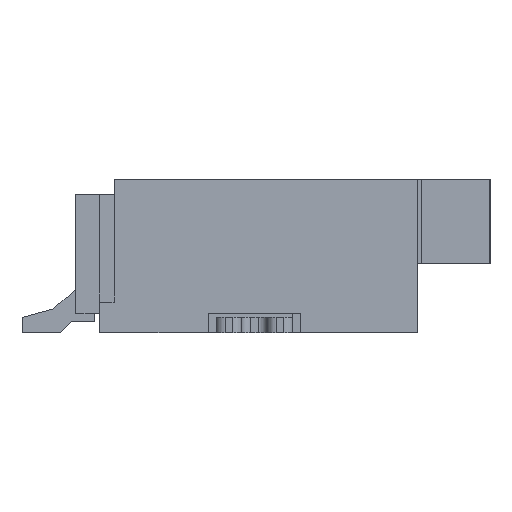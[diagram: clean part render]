
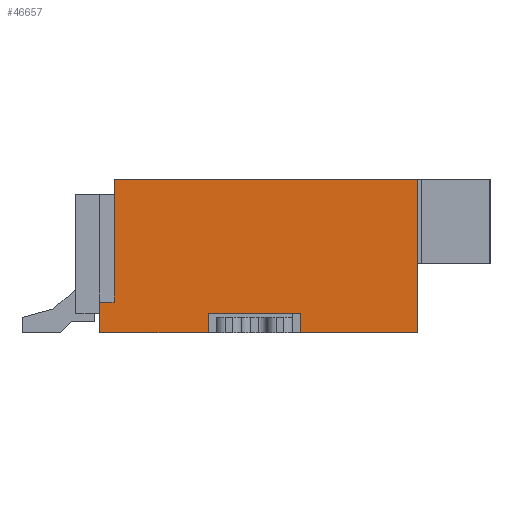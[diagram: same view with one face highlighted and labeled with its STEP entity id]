
A CAD part, left-side view. The second image highlights one B-rep face of the part: STEP entity #46657.
In plain terms, the highlighted planar face has unit normal (-1, 0, 0).
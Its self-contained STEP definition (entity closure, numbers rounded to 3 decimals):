
#1647 = LINE ( 'NONE', #38786, #4650 ) ;
#2103 = EDGE_LOOP ( 'NONE', ( #25943, #20195, #25126, #31565, #5124, #21163, #24008, #44706, #30652, #44936 ) ) ;
#3116 = LINE ( 'NONE', #32446, #28973 ) ;
#4403 = AXIS2_PLACEMENT_3D ( 'NONE', #43710, #47620, #10723 ) ;
#4650 = VECTOR ( 'NONE', #16553, 1000. ) ;
#4697 = EDGE_CURVE ( 'NONE', #27282, #29942, #14945, .T. ) ;
#5124 = ORIENTED_EDGE ( 'NONE', *, *, #47343, .F. ) ;
#5189 = EDGE_CURVE ( 'NONE', #22209, #19101, #22671, .T. ) ;
#5668 = VERTEX_POINT ( 'NONE', #43064 ) ;
#6208 = LINE ( 'NONE', #44296, #6732 ) ;
#6732 = VECTOR ( 'NONE', #43845, 1000. ) ;
#6995 = DIRECTION ( 'NONE',  ( 0., 1., 0. ) ) ;
#7351 = DIRECTION ( 'NONE',  ( 0., 0., -1. ) ) ;
#7473 = CARTESIAN_POINT ( 'NONE',  ( -8.7, -1.88, 0.25 ) ) ;
#7797 = LINE ( 'NONE', #11986, #37943 ) ;
#8299 = DIRECTION ( 'NONE',  ( 0., 0., -1. ) ) ;
#8511 = DIRECTION ( 'NONE',  ( 0., 0., 1. ) ) ;
#10413 = EDGE_CURVE ( 'NONE', #35260, #41408, #7797, .T. ) ;
#10723 = DIRECTION ( 'NONE',  ( 0., 1., 0. ) ) ;
#11960 = CARTESIAN_POINT ( 'NONE',  ( -8.7, 0.74, 0. ) ) ;
#11986 = CARTESIAN_POINT ( 'NONE',  ( -8.7, -1.88, 0.25 ) ) ;
#12303 = CARTESIAN_POINT ( 'NONE',  ( -8.7, 0.74, 2. ) ) ;
#13911 = FACE_OUTER_BOUND ( 'NONE', #2103, .T. ) ;
#14945 = LINE ( 'NONE', #29351, #40443 ) ;
#15248 = LINE ( 'NONE', #19879, #42989 ) ;
#16409 = VERTEX_POINT ( 'NONE', #22031 ) ;
#16459 = EDGE_CURVE ( 'NONE', #16409, #22209, #44513, .T. ) ;
#16553 = DIRECTION ( 'NONE',  ( 0., 0., 1. ) ) ;
#17106 = VERTEX_POINT ( 'NONE', #28772 ) ;
#17505 = LINE ( 'NONE', #25307, #28708 ) ;
#19081 = CARTESIAN_POINT ( 'NONE',  ( -8.7, 0.74, 0. ) ) ;
#19101 = VERTEX_POINT ( 'NONE', #38601 ) ;
#19654 = DIRECTION ( 'NONE',  ( 0., 1., 0. ) ) ;
#19717 = EDGE_CURVE ( 'NONE', #5668, #27282, #35002, .T. ) ;
#19841 = CARTESIAN_POINT ( 'NONE',  ( -8.7, 0.74, 0. ) ) ;
#19879 = CARTESIAN_POINT ( 'NONE',  ( -8.7, 0.74, 0. ) ) ;
#20075 = DIRECTION ( 'NONE',  ( 0., -1., 0. ) ) ;
#20195 = ORIENTED_EDGE ( 'NONE', *, *, #48028, .T. ) ;
#20614 = CARTESIAN_POINT ( 'NONE',  ( -8.7, -3.41, 2. ) ) ;
#21163 = ORIENTED_EDGE ( 'NONE', *, *, #28115, .T. ) ;
#22031 = CARTESIAN_POINT ( 'NONE',  ( -8.7, -0.68, 0. ) ) ;
#22209 = VERTEX_POINT ( 'NONE', #19841 ) ;
#22408 = VECTOR ( 'NONE', #20075, 1000. ) ;
#22671 = LINE ( 'NONE', #11960, #48230 ) ;
#24008 = ORIENTED_EDGE ( 'NONE', *, *, #10413, .T. ) ;
#25126 = ORIENTED_EDGE ( 'NONE', *, *, #5189, .F. ) ;
#25307 = CARTESIAN_POINT ( 'NONE',  ( -8.7, -1.3, 0.4 ) ) ;
#25943 = ORIENTED_EDGE ( 'NONE', *, *, #26065, .F. ) ;
#26065 = EDGE_CURVE ( 'NONE', #34089, #5668, #1647, .T. ) ;
#26795 = VECTOR ( 'NONE', #41061, 1000. ) ;
#27282 = VERTEX_POINT ( 'NONE', #20614 ) ;
#27817 = CARTESIAN_POINT ( 'NONE',  ( -8.7, -1.88, 0. ) ) ;
#28115 = EDGE_CURVE ( 'NONE', #17106, #35260, #3116, .T. ) ;
#28708 = VECTOR ( 'NONE', #6995, 1000. ) ;
#28772 = CARTESIAN_POINT ( 'NONE',  ( -8.7, -0.68, 0.25 ) ) ;
#28973 = VECTOR ( 'NONE', #40021, 1000. ) ;
#29351 = CARTESIAN_POINT ( 'NONE',  ( -8.7, -3.41, 0. ) ) ;
#29382 = CARTESIAN_POINT ( 'NONE',  ( -8.7, -3.41, 0. ) ) ;
#29942 = VERTEX_POINT ( 'NONE', #29382 ) ;
#30652 = ORIENTED_EDGE ( 'NONE', *, *, #4697, .F. ) ;
#31565 = ORIENTED_EDGE ( 'NONE', *, *, #16459, .F. ) ;
#32446 = CARTESIAN_POINT ( 'NONE',  ( -8.7, -1.3, 0.25 ) ) ;
#33293 = EDGE_CURVE ( 'NONE', #29942, #41408, #15248, .T. ) ;
#34089 = VERTEX_POINT ( 'NONE', #44596 ) ;
#35002 = LINE ( 'NONE', #12303, #22408 ) ;
#35260 = VERTEX_POINT ( 'NONE', #7473 ) ;
#36870 = PLANE ( 'NONE',  #4403 ) ;
#37943 = VECTOR ( 'NONE', #8299, 1000. ) ;
#38601 = CARTESIAN_POINT ( 'NONE',  ( -8.7, 0.74, 0.4 ) ) ;
#38786 = CARTESIAN_POINT ( 'NONE',  ( -8.7, 0.55, 0.4 ) ) ;
#40021 = DIRECTION ( 'NONE',  ( 0., -1., 0. ) ) ;
#40443 = VECTOR ( 'NONE', #7351, 1000. ) ;
#41061 = DIRECTION ( 'NONE',  ( 0., 1., 0. ) ) ;
#41408 = VERTEX_POINT ( 'NONE', #27817 ) ;
#42989 = VECTOR ( 'NONE', #19654, 1000. ) ;
#43064 = CARTESIAN_POINT ( 'NONE',  ( -8.7, 0.55, 2. ) ) ;
#43710 = CARTESIAN_POINT ( 'NONE',  ( -8.7, -1.3, 2. ) ) ;
#43845 = DIRECTION ( 'NONE',  ( 0., 0., -1. ) ) ;
#44296 = CARTESIAN_POINT ( 'NONE',  ( -8.7, -0.68, 0.25 ) ) ;
#44513 = LINE ( 'NONE', #19081, #26795 ) ;
#44596 = CARTESIAN_POINT ( 'NONE',  ( -8.7, 0.55, 0.4 ) ) ;
#44706 = ORIENTED_EDGE ( 'NONE', *, *, #33293, .F. ) ;
#44936 = ORIENTED_EDGE ( 'NONE', *, *, #19717, .F. ) ;
#46657 = ADVANCED_FACE ( 'NONE', ( #13911 ), #36870, .F. ) ;
#47343 = EDGE_CURVE ( 'NONE', #17106, #16409, #6208, .T. ) ;
#47620 = DIRECTION ( 'NONE',  ( 1., 0., 0. ) ) ;
#48028 = EDGE_CURVE ( 'NONE', #34089, #19101, #17505, .T. ) ;
#48230 = VECTOR ( 'NONE', #8511, 1000. ) ;
